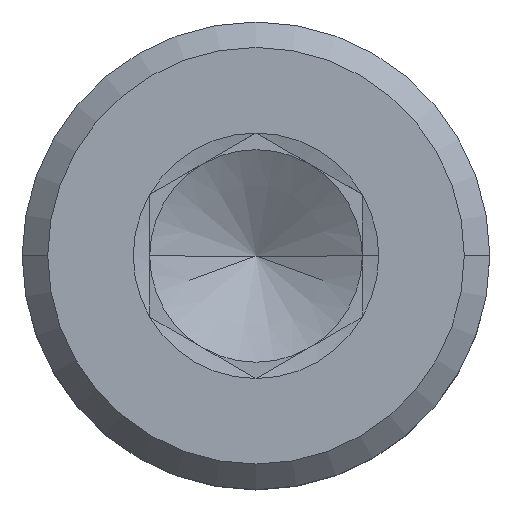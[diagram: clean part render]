
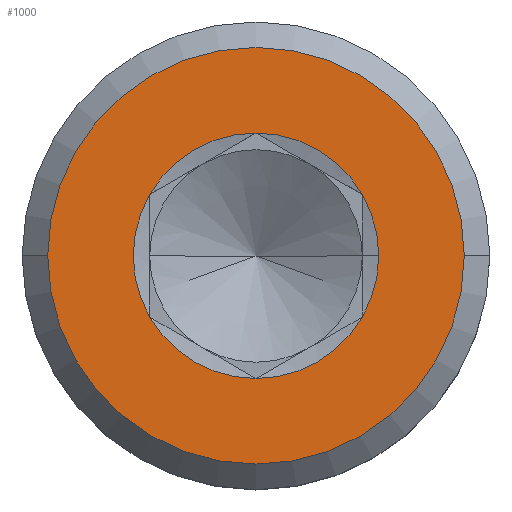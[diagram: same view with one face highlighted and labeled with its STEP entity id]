
A CAD part, top view. The second image highlights one B-rep face of the part: STEP entity #1000.
In plain terms, the highlighted planar face has unit normal (0, 0, 1).
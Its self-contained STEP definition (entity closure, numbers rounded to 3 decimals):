
#24 = EDGE_CURVE ( 'NONE', #354, #125, #153, .T. ) ;
#29 = EDGE_LOOP ( 'NONE', ( #908, #1065, #1037, #705, #453, #67, #1028 ) ) ;
#35 = CARTESIAN_POINT ( 'NONE',  ( 0., 0., 0. ) ) ;
#38 = EDGE_CURVE ( 'NONE', #465, #562, #1009, .T. ) ;
#41 = CARTESIAN_POINT ( 'NONE',  ( 2.45, 0., 0. ) ) ;
#65 = CIRCLE ( 'NONE', #152, 1.443 ) ;
#67 = ORIENTED_EDGE ( 'NONE', *, *, #24, .F. ) ;
#110 = EDGE_CURVE ( 'NONE', #125, #1052, #849, .T. ) ;
#111 = CARTESIAN_POINT ( 'NONE',  ( 0., 0., 0. ) ) ;
#117 = DIRECTION ( 'NONE',  ( 1., 0., 0. ) ) ;
#125 = VERTEX_POINT ( 'NONE', #379 ) ;
#140 = CIRCLE ( 'NONE', #220, 1.443 ) ;
#151 = CIRCLE ( 'NONE', #739, 1.443 ) ;
#152 = AXIS2_PLACEMENT_3D ( 'NONE', #365, #1008, #850 ) ;
#153 = CIRCLE ( 'NONE', #371, 1.443 ) ;
#159 = AXIS2_PLACEMENT_3D ( 'NONE', #683, #282, #676 ) ;
#170 = EDGE_LOOP ( 'NONE', ( #822, #293 ) ) ;
#178 = DIRECTION ( 'NONE',  ( -1., 0., 0. ) ) ;
#179 = FACE_BOUND ( 'NONE', #29, .T. ) ;
#201 = DIRECTION ( 'NONE',  ( 1., 0., 0. ) ) ;
#220 = AXIS2_PLACEMENT_3D ( 'NONE', #35, #617, #117 ) ;
#221 = DIRECTION ( 'NONE',  ( 1., 0., 0. ) ) ;
#224 = DIRECTION ( 'NONE',  ( 0., 0., 1. ) ) ;
#274 = EDGE_CURVE ( 'NONE', #562, #465, #463, .T. ) ;
#277 = VERTEX_POINT ( 'NONE', #872 ) ;
#282 = DIRECTION ( 'NONE',  ( 0., 0., 1. ) ) ;
#290 = EDGE_CURVE ( 'NONE', #549, #277, #65, .T. ) ;
#293 = ORIENTED_EDGE ( 'NONE', *, *, #38, .T. ) ;
#296 = DIRECTION ( 'NONE',  ( 0., 0., 1. ) ) ;
#320 = EDGE_CURVE ( 'NONE', #1052, #489, #918, .T. ) ;
#322 = DIRECTION ( 'NONE',  ( 0., 0., 1. ) ) ;
#351 = AXIS2_PLACEMENT_3D ( 'NONE', #111, #790, #779 ) ;
#354 = VERTEX_POINT ( 'NONE', #762 ) ;
#359 = CARTESIAN_POINT ( 'NONE',  ( 1.25, 0.722, 0. ) ) ;
#365 = CARTESIAN_POINT ( 'NONE',  ( 0., 0., 0. ) ) ;
#371 = AXIS2_PLACEMENT_3D ( 'NONE', #529, #1025, #201 ) ;
#379 = CARTESIAN_POINT ( 'NONE',  ( 1.443, 0., 0. ) ) ;
#393 = AXIS2_PLACEMENT_3D ( 'NONE', #742, #901, #492 ) ;
#433 = CARTESIAN_POINT ( 'NONE',  ( -1.25, 0.722, 0. ) ) ;
#435 = CARTESIAN_POINT ( 'NONE',  ( -2.45, 0., 0. ) ) ;
#437 = CIRCLE ( 'NONE', #393, 1.443 ) ;
#453 = ORIENTED_EDGE ( 'NONE', *, *, #110, .F. ) ;
#463 = CIRCLE ( 'NONE', #839, 2.45 ) ;
#465 = VERTEX_POINT ( 'NONE', #41 ) ;
#489 = VERTEX_POINT ( 'NONE', #611 ) ;
#490 = EDGE_CURVE ( 'NONE', #277, #788, #140, .T. ) ;
#492 = DIRECTION ( 'NONE',  ( 1., 0., 0. ) ) ;
#529 = CARTESIAN_POINT ( 'NONE',  ( 0., 0., 0. ) ) ;
#549 = VERTEX_POINT ( 'NONE', #433 ) ;
#562 = VERTEX_POINT ( 'NONE', #435 ) ;
#611 = CARTESIAN_POINT ( 'NONE',  ( 0., 1.443, 0. ) ) ;
#617 = DIRECTION ( 'NONE',  ( 0., 0., 1. ) ) ;
#642 = CARTESIAN_POINT ( 'NONE',  ( 0., 0., 0. ) ) ;
#655 = EDGE_CURVE ( 'NONE', #489, #549, #151, .T. ) ;
#676 = DIRECTION ( 'NONE',  ( 1., 0., 0. ) ) ;
#680 = PLANE ( 'NONE',  #1003 ) ;
#683 = CARTESIAN_POINT ( 'NONE',  ( 0., 0., 0. ) ) ;
#693 = CARTESIAN_POINT ( 'NONE',  ( 0., 0., 0. ) ) ;
#705 = ORIENTED_EDGE ( 'NONE', *, *, #320, .F. ) ;
#715 = CARTESIAN_POINT ( 'NONE',  ( 0., 0., 0. ) ) ;
#739 = AXIS2_PLACEMENT_3D ( 'NONE', #642, #322, #962 ) ;
#742 = CARTESIAN_POINT ( 'NONE',  ( 0., 0., 0. ) ) ;
#762 = CARTESIAN_POINT ( 'NONE',  ( 1.25, -0.722, 0. ) ) ;
#779 = DIRECTION ( 'NONE',  ( 1., 0., 0. ) ) ;
#788 = VERTEX_POINT ( 'NONE', #902 ) ;
#790 = DIRECTION ( 'NONE',  ( 0., 0., 1. ) ) ;
#822 = ORIENTED_EDGE ( 'NONE', *, *, #274, .T. ) ;
#836 = DIRECTION ( 'NONE',  ( 0., 0., -1. ) ) ;
#839 = AXIS2_PLACEMENT_3D ( 'NONE', #715, #224, #221 ) ;
#842 = CARTESIAN_POINT ( 'NONE',  ( 0., 0., 0. ) ) ;
#849 = CIRCLE ( 'NONE', #997, 1.443 ) ;
#850 = DIRECTION ( 'NONE',  ( 1., 0., 0. ) ) ;
#872 = CARTESIAN_POINT ( 'NONE',  ( -1.25, -0.722, 0. ) ) ;
#901 = DIRECTION ( 'NONE',  ( 0., 0., 1. ) ) ;
#902 = CARTESIAN_POINT ( 'NONE',  ( 0., -1.443, 0. ) ) ;
#908 = ORIENTED_EDGE ( 'NONE', *, *, #490, .F. ) ;
#918 = CIRCLE ( 'NONE', #159, 1.443 ) ;
#941 = DIRECTION ( 'NONE',  ( 1., 0., 0. ) ) ;
#962 = DIRECTION ( 'NONE',  ( 1., 0., 0. ) ) ;
#965 = EDGE_CURVE ( 'NONE', #788, #354, #437, .T. ) ;
#997 = AXIS2_PLACEMENT_3D ( 'NONE', #693, #296, #941 ) ;
#1000 = ADVANCED_FACE ( 'NONE', ( #1059, #179 ), #680, .F. ) ;
#1003 = AXIS2_PLACEMENT_3D ( 'NONE', #842, #836, #178 ) ;
#1008 = DIRECTION ( 'NONE',  ( 0., 0., 1. ) ) ;
#1009 = CIRCLE ( 'NONE', #351, 2.45 ) ;
#1025 = DIRECTION ( 'NONE',  ( 0., 0., 1. ) ) ;
#1028 = ORIENTED_EDGE ( 'NONE', *, *, #965, .F. ) ;
#1037 = ORIENTED_EDGE ( 'NONE', *, *, #655, .F. ) ;
#1052 = VERTEX_POINT ( 'NONE', #359 ) ;
#1059 = FACE_OUTER_BOUND ( 'NONE', #170, .T. ) ;
#1065 = ORIENTED_EDGE ( 'NONE', *, *, #290, .F. ) ;
